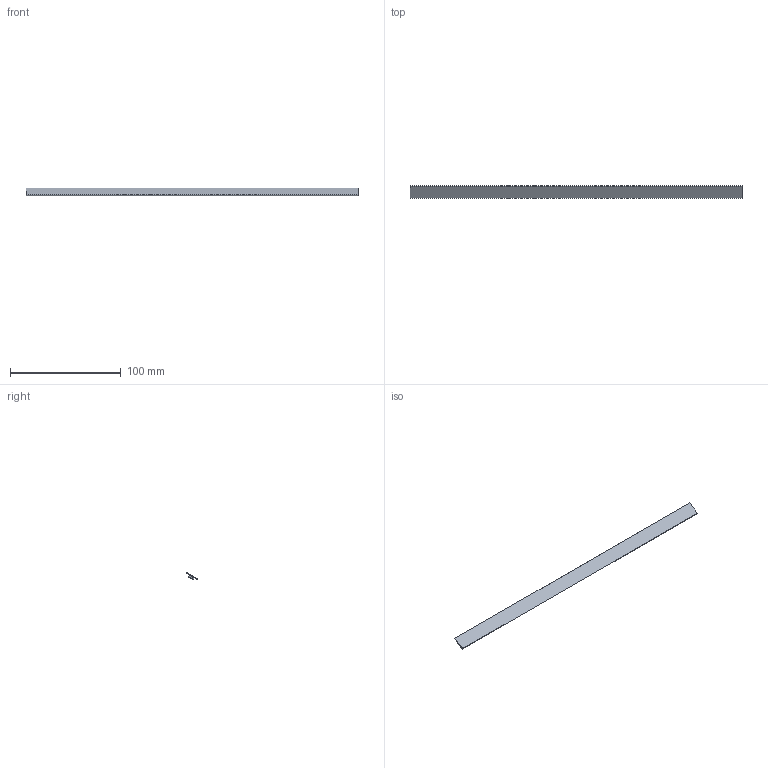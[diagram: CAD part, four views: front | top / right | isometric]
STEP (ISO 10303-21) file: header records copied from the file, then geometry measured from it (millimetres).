
FILE_DESCRIPTION(('FreeCAD Model'),'2;1');
FILE_NAME('Leds_001 03.stp','2016-01-27T22:40:42',('FreeCAD'),('FreeCAD'), 'Open CASCADE STEP processor 6.8','FreeCAD','Unknown');
FILE_SCHEMA(('AUTOMOTIVE_DESIGN_CC2 { 1 2 10303 214 -1 1 5 4 }'));
Length unit declared in the file: millimetre
Products named in the file (1): Open CASCADE STEP translator 6.8 3
Bounding box: 300 x 10.84 x 6.78 mm (x, y, z)
Volume: 4030.1 mm3; surface area: 8430.8 mm2
Topology: 1 solids, 1 shells, 150 faces, 408 edges, 296 vertices
Faces by surface type: plane 114, bspline 36
Entity records: 13966 total; most frequent: CARTESIAN_POINT 8475, B_SPLINE_CURVE_WITH_KNOTS 936, ORIENTED_EDGE 816, PCURVE 816, DEFINITIONAL_REPRESENTATION 816, EDGE_CURVE 408, SURFACE_CURVE 408, VERTEX_POINT 296
